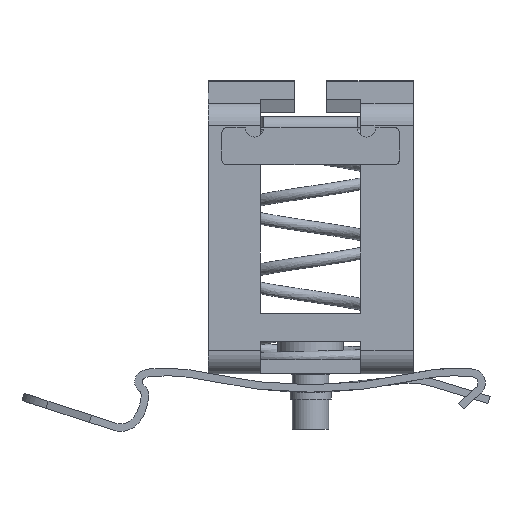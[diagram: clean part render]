
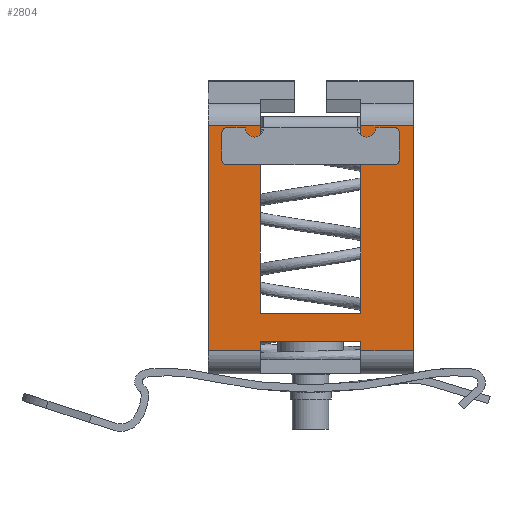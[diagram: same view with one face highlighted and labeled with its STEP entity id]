
A CAD part, left-side view. The second image highlights one B-rep face of the part: STEP entity #2804.
In plain terms, the highlighted planar face has unit normal (-1, 0, 0).
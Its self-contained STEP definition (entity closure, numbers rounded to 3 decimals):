
#2722=AXIS2_PLACEMENT_3D('Plane Axis2P3D',#2719,#2720,#2721) ;
#2221=CARTESIAN_POINT('Vertex',(1.2,24.639,8.66)) ;
#2224=CARTESIAN_POINT('Line Origine',(1.2,19.239,8.66)) ;
#2228=CARTESIAN_POINT('Vertex',(1.2,30.239,8.66)) ;
#2501=CARTESIAN_POINT('Vertex',(1.2,8.239,8.66)) ;
#2504=CARTESIAN_POINT('Line Origine',(1.2,19.239,8.66)) ;
#2508=CARTESIAN_POINT('Vertex',(1.2,13.839,8.66)) ;
#2719=CARTESIAN_POINT('Axis2P3D Location',(1.2,19.239,7.66)) ;
#2724=CARTESIAN_POINT('Line Origine',(1.2,13.839,22.737)) ;
#2728=CARTESIAN_POINT('Vertex',(1.2,13.839,12.66)) ;
#2730=CARTESIAN_POINT('Vertex',(1.2,13.839,32.814)) ;
#2733=CARTESIAN_POINT('Line Origine',(1.2,19.239,12.66)) ;
#2737=CARTESIAN_POINT('Vertex',(1.2,24.639,12.66)) ;
#2740=CARTESIAN_POINT('Line Origine',(1.2,24.639,22.737)) ;
#2744=CARTESIAN_POINT('Vertex',(1.2,24.639,32.814)) ;
#2747=CARTESIAN_POINT('Line Origine',(1.2,27.439,32.814)) ;
#2751=CARTESIAN_POINT('Vertex',(1.2,30.239,32.814)) ;
#2754=CARTESIAN_POINT('Line Origine',(1.2,30.239,20.737)) ;
#2759=CARTESIAN_POINT('Line Origine',(1.2,24.639,9.16)) ;
#2763=CARTESIAN_POINT('Vertex',(1.2,24.639,9.66)) ;
#2766=CARTESIAN_POINT('Line Origine',(1.2,19.239,9.66)) ;
#2770=CARTESIAN_POINT('Vertex',(1.2,13.839,9.66)) ;
#2773=CARTESIAN_POINT('Line Origine',(1.2,13.839,9.16)) ;
#2778=CARTESIAN_POINT('Line Origine',(1.2,8.239,20.737)) ;
#2782=CARTESIAN_POINT('Vertex',(1.2,8.239,32.814)) ;
#2785=CARTESIAN_POINT('Line Origine',(1.2,11.039,32.814)) ;
#2225=DIRECTION('Vector Direction',(0.,-1.,0.)) ;
#2505=DIRECTION('Vector Direction',(0.,-1.,0.)) ;
#2720=DIRECTION('Axis2P3D Direction',(-1.,0.,0.)) ;
#2721=DIRECTION('Axis2P3D XDirection',(0.,-1.,0.)) ;
#2725=DIRECTION('Vector Direction',(0.,0.,1.)) ;
#2734=DIRECTION('Vector Direction',(0.,1.,0.)) ;
#2741=DIRECTION('Vector Direction',(0.,0.,1.)) ;
#2748=DIRECTION('Vector Direction',(0.,-1.,0.)) ;
#2755=DIRECTION('Vector Direction',(0.,0.,-1.)) ;
#2760=DIRECTION('Vector Direction',(0.,0.,-1.)) ;
#2767=DIRECTION('Vector Direction',(0.,1.,0.)) ;
#2774=DIRECTION('Vector Direction',(0.,0.,1.)) ;
#2779=DIRECTION('Vector Direction',(0.,0.,-1.)) ;
#2786=DIRECTION('Vector Direction',(0.,-1.,0.)) ;
#2226=VECTOR('Line Direction',#2225,1.) ;
#2506=VECTOR('Line Direction',#2505,1.) ;
#2726=VECTOR('Line Direction',#2725,1.) ;
#2735=VECTOR('Line Direction',#2734,1.) ;
#2742=VECTOR('Line Direction',#2741,1.) ;
#2749=VECTOR('Line Direction',#2748,1.) ;
#2756=VECTOR('Line Direction',#2755,1.) ;
#2761=VECTOR('Line Direction',#2760,1.) ;
#2768=VECTOR('Line Direction',#2767,1.) ;
#2775=VECTOR('Line Direction',#2774,1.) ;
#2780=VECTOR('Line Direction',#2779,1.) ;
#2787=VECTOR('Line Direction',#2786,1.) ;
#2791=ORIENTED_EDGE('',*,*,#2732,.F.) ;
#2792=ORIENTED_EDGE('',*,*,#2739,.T.) ;
#2793=ORIENTED_EDGE('',*,*,#2746,.T.) ;
#2794=ORIENTED_EDGE('',*,*,#2753,.F.) ;
#2795=ORIENTED_EDGE('',*,*,#2758,.T.) ;
#2796=ORIENTED_EDGE('',*,*,#2230,.T.) ;
#2797=ORIENTED_EDGE('',*,*,#2765,.F.) ;
#2798=ORIENTED_EDGE('',*,*,#2772,.F.) ;
#2799=ORIENTED_EDGE('',*,*,#2777,.F.) ;
#2800=ORIENTED_EDGE('',*,*,#2510,.T.) ;
#2801=ORIENTED_EDGE('',*,*,#2784,.F.) ;
#2802=ORIENTED_EDGE('',*,*,#2789,.F.) ;
#2804=ADVANCED_FACE('V2',(#2803),#2723,.T.) ;
#2230=EDGE_CURVE('',#2229,#2222,#2227,.T.) ;
#2510=EDGE_CURVE('',#2509,#2502,#2507,.T.) ;
#2732=EDGE_CURVE('',#2729,#2731,#2727,.T.) ;
#2739=EDGE_CURVE('',#2729,#2738,#2736,.T.) ;
#2746=EDGE_CURVE('',#2738,#2745,#2743,.T.) ;
#2753=EDGE_CURVE('',#2752,#2745,#2750,.T.) ;
#2758=EDGE_CURVE('',#2752,#2229,#2757,.T.) ;
#2765=EDGE_CURVE('',#2764,#2222,#2762,.T.) ;
#2772=EDGE_CURVE('',#2771,#2764,#2769,.T.) ;
#2777=EDGE_CURVE('',#2509,#2771,#2776,.T.) ;
#2784=EDGE_CURVE('',#2783,#2502,#2781,.T.) ;
#2789=EDGE_CURVE('',#2731,#2783,#2788,.T.) ;
#2790=EDGE_LOOP('',(#2791,#2792,#2793,#2794,#2795,#2796,#2797,#2798,#2799,#2800,#2801,#2802)) ;
#2803=FACE_OUTER_BOUND('',#2790,.T.) ;
#2227=LINE('Line',#2224,#2226) ;
#2507=LINE('Line',#2504,#2506) ;
#2727=LINE('Line',#2724,#2726) ;
#2736=LINE('Line',#2733,#2735) ;
#2743=LINE('Line',#2740,#2742) ;
#2750=LINE('Line',#2747,#2749) ;
#2757=LINE('Line',#2754,#2756) ;
#2762=LINE('Line',#2759,#2761) ;
#2769=LINE('Line',#2766,#2768) ;
#2776=LINE('Line',#2773,#2775) ;
#2781=LINE('Line',#2778,#2780) ;
#2788=LINE('Line',#2785,#2787) ;
#2723=PLANE('',#2722) ;
#2222=VERTEX_POINT('',#2221) ;
#2229=VERTEX_POINT('',#2228) ;
#2502=VERTEX_POINT('',#2501) ;
#2509=VERTEX_POINT('',#2508) ;
#2729=VERTEX_POINT('',#2728) ;
#2731=VERTEX_POINT('',#2730) ;
#2738=VERTEX_POINT('',#2737) ;
#2745=VERTEX_POINT('',#2744) ;
#2752=VERTEX_POINT('',#2751) ;
#2764=VERTEX_POINT('',#2763) ;
#2771=VERTEX_POINT('',#2770) ;
#2783=VERTEX_POINT('',#2782) ;
